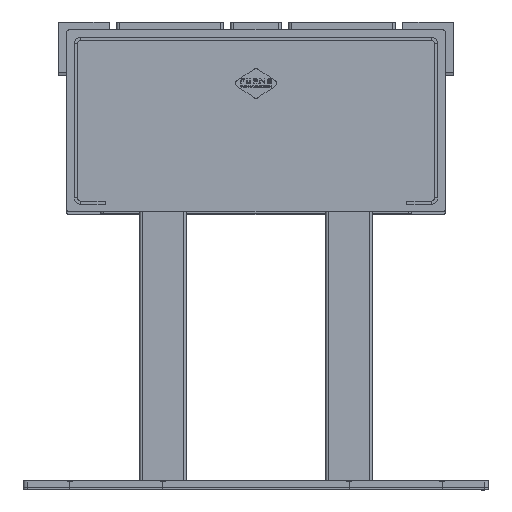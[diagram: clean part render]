
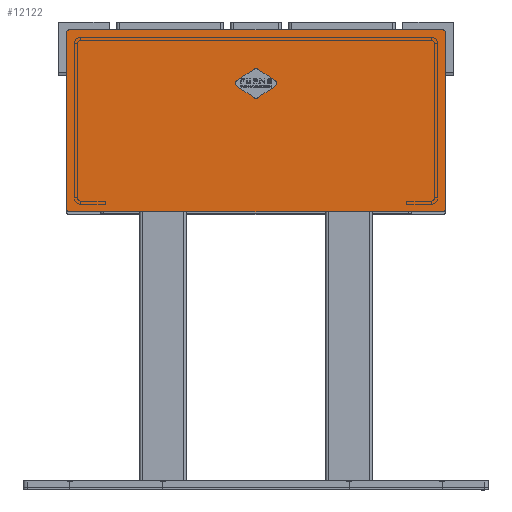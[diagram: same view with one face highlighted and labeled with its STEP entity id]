
A CAD part, top view. The second image highlights one B-rep face of the part: STEP entity #12122.
In plain terms, the highlighted planar face has unit normal (0, 0, 1).
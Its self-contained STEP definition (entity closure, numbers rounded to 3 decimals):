
#165 = AXIS2_PLACEMENT_3D ( 'NONE', #16575, #22154, #2253 ) ;
#412 = DIRECTION ( 'NONE',  ( -1., 0., 0. ) ) ;
#1344 = EDGE_CURVE ( 'NONE', #12344, #22444, #1907, .T. ) ;
#1429 = CARTESIAN_POINT ( 'NONE',  ( 244.5, 113.5, 0. ) ) ;
#1546 = DIRECTION ( 'NONE',  ( 0., -1., 0. ) ) ;
#1799 = EDGE_CURVE ( 'NONE', #6870, #7611, #17915, .T. ) ;
#1907 = CIRCLE ( 'NONE', #15242, 4. ) ;
#1926 = CARTESIAN_POINT ( 'NONE',  ( 240.5, 117.5, 0. ) ) ;
#2214 = CARTESIAN_POINT ( 'NONE',  ( -240.5, -113.5, 0. ) ) ;
#2253 = DIRECTION ( 'NONE',  ( -1., 0., 0. ) ) ;
#2308 = CARTESIAN_POINT ( 'NONE',  ( 240.5, 113.5, 0. ) ) ;
#2338 = VERTEX_POINT ( 'NONE', #1429 ) ;
#2803 = LINE ( 'NONE', #10433, #15804 ) ;
#3586 = EDGE_CURVE ( 'NONE', #7611, #13143, #14426, .T. ) ;
#3808 = PLANE ( 'NONE',  #165 ) ;
#4678 = CARTESIAN_POINT ( 'NONE',  ( -240.5, -117.5, 0. ) ) ;
#5062 = VECTOR ( 'NONE', #1546, 1000. ) ;
#5135 = CARTESIAN_POINT ( 'NONE',  ( -244.5, -117.5, 0. ) ) ;
#5496 = EDGE_CURVE ( 'NONE', #2338, #18058, #19498, .T. ) ;
#6177 = AXIS2_PLACEMENT_3D ( 'NONE', #2308, #7675, #20640 ) ;
#6242 = EDGE_CURVE ( 'NONE', #13537, #12344, #23355, .T. ) ;
#6258 = DIRECTION ( 'NONE',  ( 0., 0., 1. ) ) ;
#6363 = ORIENTED_EDGE ( 'NONE', *, *, #3586, .T. ) ;
#6870 = VERTEX_POINT ( 'NONE', #20454 ) ;
#7252 = ORIENTED_EDGE ( 'NONE', *, *, #14432, .T. ) ;
#7383 = FACE_OUTER_BOUND ( 'NONE', #20235, .T. ) ;
#7611 = VERTEX_POINT ( 'NONE', #19770 ) ;
#7675 = DIRECTION ( 'NONE',  ( 0., 0., 1. ) ) ;
#8520 = CARTESIAN_POINT ( 'NONE',  ( 240.5, -113.5, 0. ) ) ;
#9590 = ORIENTED_EDGE ( 'NONE', *, *, #1344, .T. ) ;
#10187 = CARTESIAN_POINT ( 'NONE',  ( -244.5, -113.5, 0. ) ) ;
#10284 = DIRECTION ( 'NONE',  ( 0., 0., 1. ) ) ;
#10433 = CARTESIAN_POINT ( 'NONE',  ( -244.5, 117.5, 0. ) ) ;
#10726 = DIRECTION ( 'NONE',  ( 1., 0., 0. ) ) ;
#10733 = CARTESIAN_POINT ( 'NONE',  ( -244.5, -117.5, 0. ) ) ;
#10962 = EDGE_CURVE ( 'NONE', #18058, #6870, #2803, .T. ) ;
#11719 = CARTESIAN_POINT ( 'NONE',  ( -240.5, 113.5, 0. ) ) ;
#11851 = DIRECTION ( 'NONE',  ( -1., 0., 0. ) ) ;
#12105 = VECTOR ( 'NONE', #15803, 1000. ) ;
#12122 = ADVANCED_FACE ( 'NONE', ( #7383 ), #3808, .F. ) ;
#12226 = DIRECTION ( 'NONE',  ( -1., 0., 0. ) ) ;
#12344 = VERTEX_POINT ( 'NONE', #18534 ) ;
#12440 = EDGE_CURVE ( 'NONE', #13143, #13537, #17324, .T. ) ;
#13143 = VERTEX_POINT ( 'NONE', #10187 ) ;
#13537 = VERTEX_POINT ( 'NONE', #4678 ) ;
#14269 = VECTOR ( 'NONE', #10726, 1000. ) ;
#14295 = ORIENTED_EDGE ( 'NONE', *, *, #12440, .T. ) ;
#14426 = LINE ( 'NONE', #10733, #5062 ) ;
#14432 = EDGE_CURVE ( 'NONE', #22444, #2338, #23422, .T. ) ;
#15206 = ORIENTED_EDGE ( 'NONE', *, *, #5496, .T. ) ;
#15242 = AXIS2_PLACEMENT_3D ( 'NONE', #8520, #6258, #11851 ) ;
#15263 = AXIS2_PLACEMENT_3D ( 'NONE', #11719, #10284, #15771 ) ;
#15771 = DIRECTION ( 'NONE',  ( -1., 0., 0. ) ) ;
#15803 = DIRECTION ( 'NONE',  ( 0., 1., 0. ) ) ;
#15804 = VECTOR ( 'NONE', #12226, 1000. ) ;
#15928 = CARTESIAN_POINT ( 'NONE',  ( 244.5, -117.5, 0. ) ) ;
#16575 = CARTESIAN_POINT ( 'NONE',  ( 0., 0., 0. ) ) ;
#16668 = ORIENTED_EDGE ( 'NONE', *, *, #10962, .T. ) ;
#16765 = DIRECTION ( 'NONE',  ( 0., 0., 1. ) ) ;
#17324 = CIRCLE ( 'NONE', #20729, 4. ) ;
#17565 = ORIENTED_EDGE ( 'NONE', *, *, #1799, .T. ) ;
#17915 = CIRCLE ( 'NONE', #15263, 4. ) ;
#18058 = VERTEX_POINT ( 'NONE', #1926 ) ;
#18534 = CARTESIAN_POINT ( 'NONE',  ( 240.5, -117.5, 0. ) ) ;
#19498 = CIRCLE ( 'NONE', #6177, 4. ) ;
#19770 = CARTESIAN_POINT ( 'NONE',  ( -244.5, 113.5, 0. ) ) ;
#20235 = EDGE_LOOP ( 'NONE', ( #6363, #14295, #22833, #9590, #7252, #15206, #16668, #17565 ) ) ;
#20418 = CARTESIAN_POINT ( 'NONE',  ( 244.5, -113.5, 0. ) ) ;
#20454 = CARTESIAN_POINT ( 'NONE',  ( -240.5, 117.5, 0. ) ) ;
#20640 = DIRECTION ( 'NONE',  ( -1., 0., 0. ) ) ;
#20729 = AXIS2_PLACEMENT_3D ( 'NONE', #2214, #16765, #412 ) ;
#22154 = DIRECTION ( 'NONE',  ( 0., 0., -1. ) ) ;
#22444 = VERTEX_POINT ( 'NONE', #20418 ) ;
#22833 = ORIENTED_EDGE ( 'NONE', *, *, #6242, .T. ) ;
#23355 = LINE ( 'NONE', #5135, #14269 ) ;
#23422 = LINE ( 'NONE', #15928, #12105 ) ;
